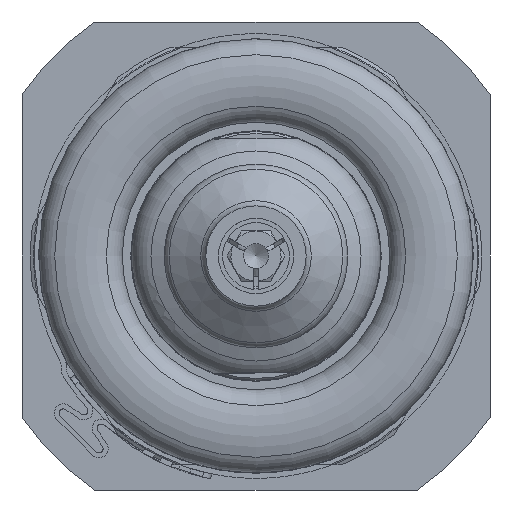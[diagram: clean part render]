
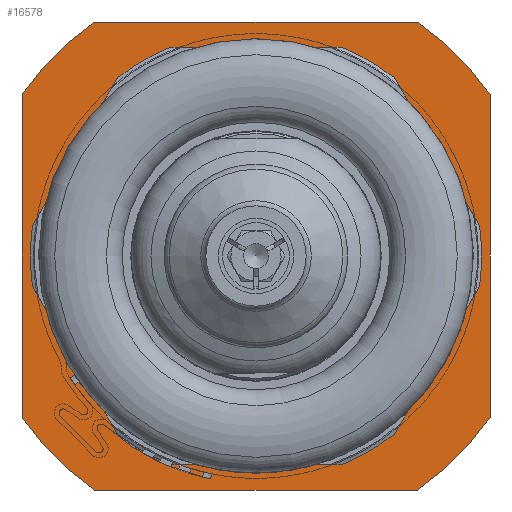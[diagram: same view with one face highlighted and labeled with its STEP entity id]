
A CAD part, left-side view. The second image highlights one B-rep face of the part: STEP entity #16578.
In plain terms, the highlighted planar face has unit normal (-1, 0, 0).
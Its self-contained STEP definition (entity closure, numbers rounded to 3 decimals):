
#925=FACE_BOUND('',#2916,.T.);
#1148=PLANE('',#18548);
#1926=FACE_OUTER_BOUND('',#2915,.T.);
#2915=EDGE_LOOP('',(#11513,#11514,#11515,#11516,#11517,#11518,#11519,#11520));
#2916=EDGE_LOOP('',(#11521));
#4106=LINE('',#26218,#5052);
#4118=LINE('',#26291,#5064);
#4119=LINE('',#26296,#5065);
#4120=LINE('',#26300,#5066);
#5052=VECTOR('',#20781,10.);
#5064=VECTOR('',#20865,10.);
#5065=VECTOR('',#20870,10.);
#5066=VECTOR('',#20873,10.);
#6019=CIRCLE('',#18543,25.);
#6023=CIRCLE('',#18549,34.);
#6024=CIRCLE('',#18550,34.);
#6025=CIRCLE('',#18551,34.);
#6026=CIRCLE('',#18552,34.);
#7171=VERTEX_POINT('',#26212);
#7173=VERTEX_POINT('',#26216);
#7193=VERTEX_POINT('',#26277);
#7197=VERTEX_POINT('',#26289);
#7198=VERTEX_POINT('',#26290);
#7199=VERTEX_POINT('',#26293);
#7200=VERTEX_POINT('',#26295);
#7201=VERTEX_POINT('',#26297);
#7202=VERTEX_POINT('',#26299);
#8933=EDGE_CURVE('',#7171,#7173,#4106,.T.);
#8962=EDGE_CURVE('',#7193,#7193,#6019,.T.);
#8968=EDGE_CURVE('',#7197,#7198,#4118,.T.);
#8969=EDGE_CURVE('',#7171,#7198,#6023,.T.);
#8970=EDGE_CURVE('',#7199,#7173,#6024,.T.);
#8971=EDGE_CURVE('',#7199,#7200,#4119,.T.);
#8972=EDGE_CURVE('',#7201,#7200,#6025,.T.);
#8973=EDGE_CURVE('',#7201,#7202,#4120,.T.);
#8974=EDGE_CURVE('',#7197,#7202,#6026,.T.);
#11513=ORIENTED_EDGE('',*,*,#8968,.T.);
#11514=ORIENTED_EDGE('',*,*,#8969,.F.);
#11515=ORIENTED_EDGE('',*,*,#8933,.T.);
#11516=ORIENTED_EDGE('',*,*,#8970,.F.);
#11517=ORIENTED_EDGE('',*,*,#8971,.T.);
#11518=ORIENTED_EDGE('',*,*,#8972,.F.);
#11519=ORIENTED_EDGE('',*,*,#8973,.T.);
#11520=ORIENTED_EDGE('',*,*,#8974,.F.);
#11521=ORIENTED_EDGE('',*,*,#8962,.F.);
#16578=ADVANCED_FACE('',(#1926,#925),#1148,.T.);
#18543=AXIS2_PLACEMENT_3D('',#26278,#20851,#20852);
#18548=AXIS2_PLACEMENT_3D('',#26288,#20863,#20864);
#18549=AXIS2_PLACEMENT_3D('',#26292,#20866,#20867);
#18550=AXIS2_PLACEMENT_3D('',#26294,#20868,#20869);
#18551=AXIS2_PLACEMENT_3D('',#26298,#20871,#20872);
#18552=AXIS2_PLACEMENT_3D('',#26301,#20874,#20875);
#20781=DIRECTION('',(0.,0.,1.));
#20851=DIRECTION('center_axis',(-1.,0.,0.));
#20852=DIRECTION('ref_axis',(0.,1.,0.));
#20863=DIRECTION('center_axis',(-1.,0.,0.));
#20864=DIRECTION('ref_axis',(0.,0.,1.));
#20865=DIRECTION('',(0.,-1.,0.));
#20866=DIRECTION('center_axis',(1.,0.,0.));
#20867=DIRECTION('ref_axis',(0.,1.,0.));
#20868=DIRECTION('center_axis',(1.,0.,0.));
#20869=DIRECTION('ref_axis',(0.,1.,0.));
#20870=DIRECTION('',(0.,1.,0.));
#20871=DIRECTION('center_axis',(1.,0.,0.));
#20872=DIRECTION('ref_axis',(0.,1.,0.));
#20873=DIRECTION('',(0.,0.,-1.));
#20874=DIRECTION('center_axis',(1.,0.,0.));
#20875=DIRECTION('ref_axis',(0.,1.,0.));
#26212=CARTESIAN_POINT('',(0.,-28.,-19.287));
#26216=CARTESIAN_POINT('',(0.,-28.,19.287));
#26218=CARTESIAN_POINT('',(0.,-28.,12.5));
#26277=CARTESIAN_POINT('',(0.,-25.,0.));
#26278=CARTESIAN_POINT('Origin',(0.,0.,0.));
#26288=CARTESIAN_POINT('Origin',(0.,28.,0.));
#26289=CARTESIAN_POINT('',(0.,19.287,-28.));
#26290=CARTESIAN_POINT('',(0.,-19.287,-28.));
#26291=CARTESIAN_POINT('',(0.,1.5,-28.));
#26292=CARTESIAN_POINT('Origin',(0.,0.,0.));
#26293=CARTESIAN_POINT('',(0.,-19.287,28.));
#26294=CARTESIAN_POINT('Origin',(0.,0.,0.));
#26295=CARTESIAN_POINT('',(0.,19.287,28.));
#26296=CARTESIAN_POINT('',(0.,26.5,28.));
#26297=CARTESIAN_POINT('',(0.,28.,19.287));
#26298=CARTESIAN_POINT('Origin',(0.,0.,0.));
#26299=CARTESIAN_POINT('',(0.,28.,-19.287));
#26300=CARTESIAN_POINT('',(0.,28.,-12.5));
#26301=CARTESIAN_POINT('Origin',(0.,0.,0.));
